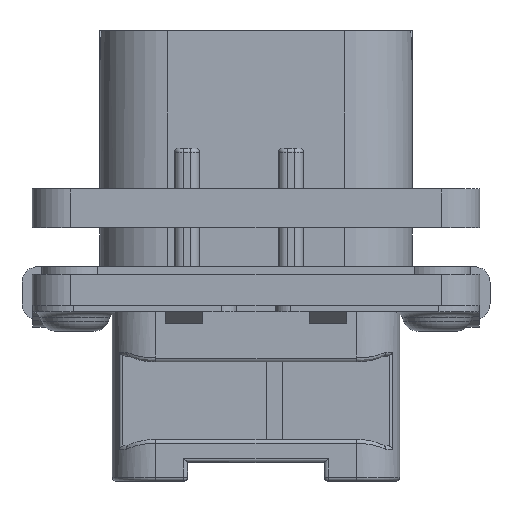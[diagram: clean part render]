
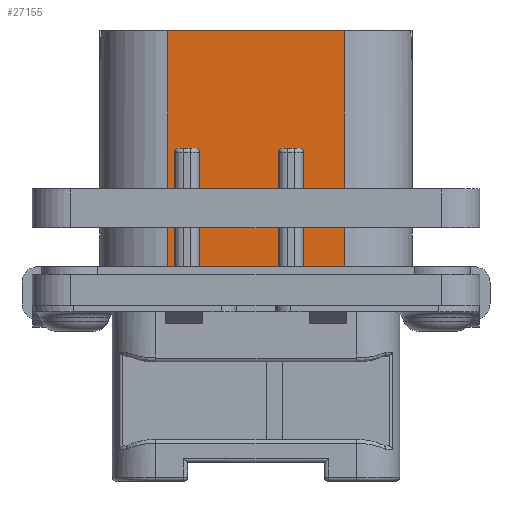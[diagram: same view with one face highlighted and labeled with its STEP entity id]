
A CAD part, front view. The second image highlights one B-rep face of the part: STEP entity #27155.
In plain terms, the highlighted planar face has unit normal (0, -1, 0).
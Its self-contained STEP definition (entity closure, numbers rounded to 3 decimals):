
#1218=DIRECTION('',(1.,0.,0.));
#1219=VECTOR('',#1218,11.4);
#1220=CARTESIAN_POINT('',(-5.7,-9.,17.67));
#1221=LINE('',#1220,#1219);
#1437=DIRECTION('',(0.,0.,1.));
#1438=VECTOR('',#1437,7.87);
#1439=CARTESIAN_POINT('',(-3.65,-9.,2.));
#1440=LINE('',#1439,#1438);
#1441=DIRECTION('',(1.,0.,0.));
#1442=VECTOR('',#1441,1.1);
#1443=CARTESIAN_POINT('',(-5.,-9.,10.12));
#1444=LINE('',#1443,#1442);
#1445=DIRECTION('',(0.,0.,1.));
#1446=VECTOR('',#1445,7.87);
#1447=CARTESIAN_POINT('',(-5.25,-9.,2.));
#1448=LINE('',#1447,#1446);
#1449=DIRECTION('',(0.,0.,-1.));
#1450=VECTOR('',#1449,15.67);
#1451=CARTESIAN_POINT('',(-5.7,-9.,17.67));
#1452=LINE('',#1451,#1450);
#1453=DIRECTION('',(0.,0.,-1.));
#1454=VECTOR('',#1453,15.67);
#1455=CARTESIAN_POINT('',(5.7,-9.,17.67));
#1456=LINE('',#1455,#1454);
#1457=DIRECTION('',(0.,0.,1.));
#1458=VECTOR('',#1457,7.87);
#1459=CARTESIAN_POINT('',(3.04,-9.,2.));
#1460=LINE('',#1459,#1458);
#1461=DIRECTION('',(1.,0.,0.));
#1462=VECTOR('',#1461,1.1);
#1463=CARTESIAN_POINT('',(1.69,-9.,10.12));
#1464=LINE('',#1463,#1462);
#1465=DIRECTION('',(0.,0.,1.));
#1466=VECTOR('',#1465,7.87);
#1467=CARTESIAN_POINT('',(1.44,-9.,2.));
#1468=LINE('',#1467,#1466);
#1482=CARTESIAN_POINT('',(-3.9,-9.,9.87));
#1483=DIRECTION('',(0.,1.,0.));
#1484=DIRECTION('',(0.,0.,1.));
#1485=AXIS2_PLACEMENT_3D('',#1482,#1483,#1484);
#1565=DIRECTION('',(1.,0.,0.));
#1566=VECTOR('',#1565,5.09);
#1567=CARTESIAN_POINT('',(-3.65,-9.,2.));
#1568=LINE('',#1567,#1566);
#1581=CARTESIAN_POINT('',(1.69,-9.,9.87));
#1582=DIRECTION('',(0.,1.,0.));
#1583=DIRECTION('',(-1.,0.,0.));
#1584=AXIS2_PLACEMENT_3D('',#1581,#1582,#1583);
#1613=CARTESIAN_POINT('',(2.79,-9.,9.87));
#1614=DIRECTION('',(0.,1.,0.));
#1615=DIRECTION('',(0.,0.,1.));
#1616=AXIS2_PLACEMENT_3D('',#1613,#1614,#1615);
#1656=DIRECTION('',(1.,0.,0.));
#1657=VECTOR('',#1656,2.66);
#1658=CARTESIAN_POINT('',(3.04,-9.,2.));
#1659=LINE('',#1658,#1657);
#1879=DIRECTION('',(1.,0.,0.));
#1880=VECTOR('',#1879,0.45);
#1881=CARTESIAN_POINT('',(-5.7,-9.,2.));
#1882=LINE('',#1881,#1880);
#1891=CARTESIAN_POINT('',(-5.,-9.,9.87));
#1892=DIRECTION('',(0.,1.,0.));
#1893=DIRECTION('',(-1.,0.,0.));
#1894=AXIS2_PLACEMENT_3D('',#1891,#1892,#1893);
#21659=CARTESIAN_POINT('',(-5.7,-9.,17.67));
#21660=CARTESIAN_POINT('',(-5.7,-9.,2.));
#21661=VERTEX_POINT('',#21659);
#21662=VERTEX_POINT('',#21660);
#21663=CARTESIAN_POINT('',(5.7,-9.,17.67));
#21664=CARTESIAN_POINT('',(5.7,-9.,2.));
#21665=VERTEX_POINT('',#21663);
#21666=VERTEX_POINT('',#21664);
#23584=CARTESIAN_POINT('',(-5.25,-9.,2.));
#23585=VERTEX_POINT('',#23584);
#23586=CARTESIAN_POINT('',(-3.65,-9.,2.));
#23587=CARTESIAN_POINT('',(1.44,-9.,2.));
#23588=VERTEX_POINT('',#23586);
#23589=VERTEX_POINT('',#23587);
#23590=CARTESIAN_POINT('',(3.04,-9.,2.));
#23591=VERTEX_POINT('',#23590);
#23629=CARTESIAN_POINT('',(-3.65,-9.,9.87));
#23631=VERTEX_POINT('',#23629);
#23633=CARTESIAN_POINT('',(-3.9,-9.,10.12));
#23635=VERTEX_POINT('',#23633);
#23648=CARTESIAN_POINT('',(-5.,-9.,10.12));
#23649=VERTEX_POINT('',#23648);
#23650=CARTESIAN_POINT('',(-5.25,-9.,9.87));
#23651=VERTEX_POINT('',#23650);
#23653=CARTESIAN_POINT('',(3.04,-9.,9.87));
#23655=VERTEX_POINT('',#23653);
#23657=CARTESIAN_POINT('',(2.79,-9.,10.12));
#23659=VERTEX_POINT('',#23657);
#23672=CARTESIAN_POINT('',(1.69,-9.,10.12));
#23673=VERTEX_POINT('',#23672);
#23674=CARTESIAN_POINT('',(1.44,-9.,9.87));
#23675=VERTEX_POINT('',#23674);
#27118=CARTESIAN_POINT('',(-10.05,-9.,2.));
#27119=DIRECTION('',(0.,-1.,0.));
#27120=DIRECTION('',(1.,0.,0.));
#27121=AXIS2_PLACEMENT_3D('',#27118,#27119,#27120);
#27122=PLANE('',#27121);
#27124=ORIENTED_EDGE('',*,*,#27123,.T.);
#27126=ORIENTED_EDGE('',*,*,#27125,.F.);
#27128=ORIENTED_EDGE('',*,*,#27127,.F.);
#27130=ORIENTED_EDGE('',*,*,#27129,.F.);
#27132=ORIENTED_EDGE('',*,*,#27131,.F.);
#27134=ORIENTED_EDGE('',*,*,#27133,.F.);
#27136=ORIENTED_EDGE('',*,*,#27135,.F.);
#27137=ORIENTED_EDGE('',*,*,#27005,.T.);
#27138=ORIENTED_EDGE('',*,*,#26915,.T.);
#27140=ORIENTED_EDGE('',*,*,#27139,.F.);
#27142=ORIENTED_EDGE('',*,*,#27141,.T.);
#27144=ORIENTED_EDGE('',*,*,#27143,.F.);
#27146=ORIENTED_EDGE('',*,*,#27145,.F.);
#27148=ORIENTED_EDGE('',*,*,#27147,.F.);
#27150=ORIENTED_EDGE('',*,*,#27149,.F.);
#27152=ORIENTED_EDGE('',*,*,#27151,.F.);
#27153=EDGE_LOOP('',(#27124,#27126,#27128,#27130,#27132,#27134,#27136,#27137,
#27138,#27140,#27142,#27144,#27146,#27148,#27150,#27152));
#27154=FACE_OUTER_BOUND('',#27153,.F.);
#27155=ADVANCED_FACE('',(#27154),#27122,.T.);
#1486=CIRCLE('',#1485,0.25);
#1585=CIRCLE('',#1584,0.25);
#1617=CIRCLE('',#1616,0.25);
#1895=CIRCLE('',#1894,0.25);
#26915=EDGE_CURVE('',#21665,#21666,#1456,.T.);
#27005=EDGE_CURVE('',#21661,#21665,#1221,.T.);
#27123=EDGE_CURVE('',#23588,#23631,#1440,.T.);
#27125=EDGE_CURVE('',#23635,#23631,#1486,.T.);
#27127=EDGE_CURVE('',#23649,#23635,#1444,.T.);
#27129=EDGE_CURVE('',#23651,#23649,#1895,.T.);
#27131=EDGE_CURVE('',#23585,#23651,#1448,.T.);
#27133=EDGE_CURVE('',#21662,#23585,#1882,.T.);
#27135=EDGE_CURVE('',#21661,#21662,#1452,.T.);
#27139=EDGE_CURVE('',#23591,#21666,#1659,.T.);
#27141=EDGE_CURVE('',#23591,#23655,#1460,.T.);
#27143=EDGE_CURVE('',#23659,#23655,#1617,.T.);
#27145=EDGE_CURVE('',#23673,#23659,#1464,.T.);
#27147=EDGE_CURVE('',#23675,#23673,#1585,.T.);
#27149=EDGE_CURVE('',#23589,#23675,#1468,.T.);
#27151=EDGE_CURVE('',#23588,#23589,#1568,.T.);
